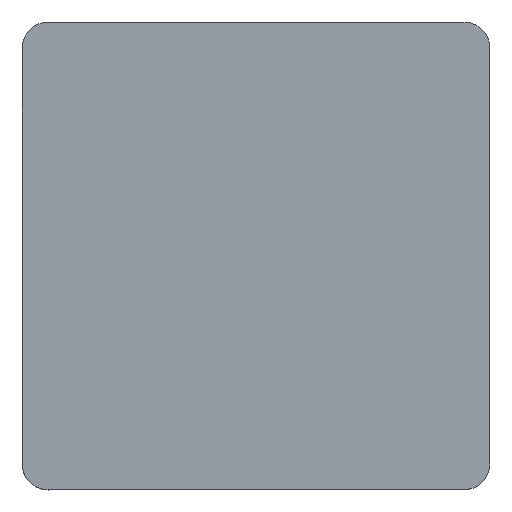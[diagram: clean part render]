
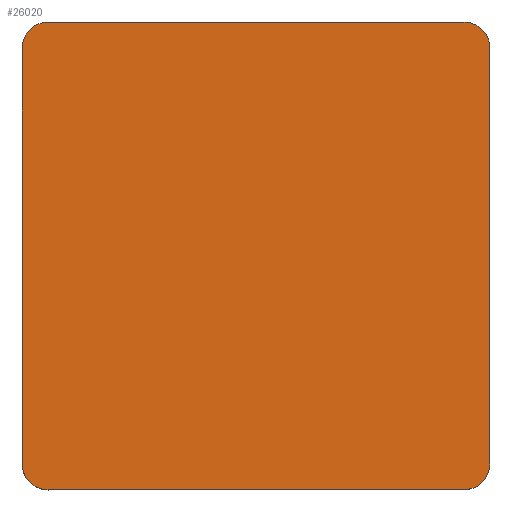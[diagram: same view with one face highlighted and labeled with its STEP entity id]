
A CAD part, top view. The second image highlights one B-rep face of the part: STEP entity #26020.
In plain terms, the highlighted planar face has unit normal (0, 0, 1).
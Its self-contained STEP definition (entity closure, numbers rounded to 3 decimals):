
#235 = AXIS2_PLACEMENT_3D ( 'NONE', #4834, #22921, #17843 ) ;
#1472 = DIRECTION ( 'NONE',  ( 0., 0., 1. ) ) ;
#2146 = DIRECTION ( 'NONE',  ( 1., 0., 0. ) ) ;
#2405 = VERTEX_POINT ( 'NONE', #32476 ) ;
#2444 = VERTEX_POINT ( 'NONE', #10890 ) ;
#3203 = CIRCLE ( 'NONE', #14280, 5.5 ) ;
#3822 = VECTOR ( 'NONE', #6283, 1000. ) ;
#3912 = ORIENTED_EDGE ( 'NONE', *, *, #23309, .T. ) ;
#4396 = DIRECTION ( 'NONE',  ( 1., 0., 0. ) ) ;
#4834 = CARTESIAN_POINT ( 'NONE',  ( 94.5, -94.5, 15. ) ) ;
#5136 = EDGE_CURVE ( 'NONE', #29050, #23158, #5741, .T. ) ;
#5279 = CARTESIAN_POINT ( 'NONE',  ( 94.5, -100., 15. ) ) ;
#5741 = CIRCLE ( 'NONE', #24681, 5.5 ) ;
#5948 = LINE ( 'NONE', #6114, #3822 ) ;
#5980 = VECTOR ( 'NONE', #20723, 1000. ) ;
#6114 = CARTESIAN_POINT ( 'NONE',  ( 100., 0., 15. ) ) ;
#6283 = DIRECTION ( 'NONE',  ( 0., 1., 0. ) ) ;
#7367 = CARTESIAN_POINT ( 'NONE',  ( 94.5, -5.5, 15. ) ) ;
#7553 = VERTEX_POINT ( 'NONE', #15999 ) ;
#8437 = VERTEX_POINT ( 'NONE', #9142 ) ;
#8698 = ORIENTED_EDGE ( 'NONE', *, *, #13306, .T. ) ;
#9142 = CARTESIAN_POINT ( 'NONE',  ( 100., -94.5, 15. ) ) ;
#9170 = DIRECTION ( 'NONE',  ( 0., 0., 1. ) ) ;
#9196 = ORIENTED_EDGE ( 'NONE', *, *, #21780, .T. ) ;
#9500 = CARTESIAN_POINT ( 'NONE',  ( 0., 0., 15. ) ) ;
#9654 = FACE_OUTER_BOUND ( 'NONE', #23830, .T. ) ;
#9836 = DIRECTION ( 'NONE',  ( 0., 0., 1. ) ) ;
#10890 = CARTESIAN_POINT ( 'NONE',  ( 94.5, 0., 15. ) ) ;
#11633 = VECTOR ( 'NONE', #19298, 1000. ) ;
#12643 = VERTEX_POINT ( 'NONE', #5279 ) ;
#12922 = CIRCLE ( 'NONE', #235, 5.5 ) ;
#13047 = VECTOR ( 'NONE', #28947, 1000. ) ;
#13306 = EDGE_CURVE ( 'NONE', #2444, #7553, #16606, .T. ) ;
#14280 = AXIS2_PLACEMENT_3D ( 'NONE', #16994, #14685, #2146 ) ;
#14685 = DIRECTION ( 'NONE',  ( 0., 0., 1. ) ) ;
#15999 = CARTESIAN_POINT ( 'NONE',  ( 5.5, 0., 15. ) ) ;
#16226 = AXIS2_PLACEMENT_3D ( 'NONE', #21690, #9170, #4396 ) ;
#16354 = ORIENTED_EDGE ( 'NONE', *, *, #32124, .T. ) ;
#16490 = EDGE_CURVE ( 'NONE', #8437, #26972, #5948, .T. ) ;
#16606 = LINE ( 'NONE', #9500, #13047 ) ;
#16994 = CARTESIAN_POINT ( 'NONE',  ( 5.5, -5.5, 15. ) ) ;
#17656 = EDGE_CURVE ( 'NONE', #2405, #29050, #21907, .T. ) ;
#17843 = DIRECTION ( 'NONE',  ( 1., 0., 0. ) ) ;
#18076 = CIRCLE ( 'NONE', #19136, 5.5 ) ;
#19136 = AXIS2_PLACEMENT_3D ( 'NONE', #7367, #9836, #19890 ) ;
#19298 = DIRECTION ( 'NONE',  ( 1., 0., 0. ) ) ;
#19890 = DIRECTION ( 'NONE',  ( 1., 0., 0. ) ) ;
#20723 = DIRECTION ( 'NONE',  ( 0., -1., 0. ) ) ;
#21202 = CARTESIAN_POINT ( 'NONE',  ( 100., -5.5, 15. ) ) ;
#21566 = DIRECTION ( 'NONE',  ( 1., 0., 0. ) ) ;
#21690 = CARTESIAN_POINT ( 'NONE',  ( 0., 0., 15. ) ) ;
#21780 = EDGE_CURVE ( 'NONE', #7553, #2405, #3203, .T. ) ;
#21907 = LINE ( 'NONE', #22869, #5980 ) ;
#21920 = CARTESIAN_POINT ( 'NONE',  ( 0., -100., 15. ) ) ;
#22869 = CARTESIAN_POINT ( 'NONE',  ( 0., 0., 15. ) ) ;
#22921 = DIRECTION ( 'NONE',  ( 0., 0., 1. ) ) ;
#23158 = VERTEX_POINT ( 'NONE', #28530 ) ;
#23309 = EDGE_CURVE ( 'NONE', #23158, #12643, #29987, .T. ) ;
#23830 = EDGE_LOOP ( 'NONE', ( #3912, #16354, #31428, #30366, #8698, #9196, #26988, #30765 ) ) ;
#24681 = AXIS2_PLACEMENT_3D ( 'NONE', #26510, #1472, #21566 ) ;
#26020 = ADVANCED_FACE ( 'NONE', ( #9654 ), #32067, .T. ) ;
#26510 = CARTESIAN_POINT ( 'NONE',  ( 5.5, -94.5, 15. ) ) ;
#26972 = VERTEX_POINT ( 'NONE', #21202 ) ;
#26988 = ORIENTED_EDGE ( 'NONE', *, *, #17656, .T. ) ;
#28530 = CARTESIAN_POINT ( 'NONE',  ( 5.5, -100., 15. ) ) ;
#28947 = DIRECTION ( 'NONE',  ( -1., 0., 0. ) ) ;
#29050 = VERTEX_POINT ( 'NONE', #31265 ) ;
#29987 = LINE ( 'NONE', #21920, #11633 ) ;
#30233 = EDGE_CURVE ( 'NONE', #26972, #2444, #18076, .T. ) ;
#30366 = ORIENTED_EDGE ( 'NONE', *, *, #30233, .T. ) ;
#30765 = ORIENTED_EDGE ( 'NONE', *, *, #5136, .T. ) ;
#31265 = CARTESIAN_POINT ( 'NONE',  ( 0., -94.5, 15. ) ) ;
#31428 = ORIENTED_EDGE ( 'NONE', *, *, #16490, .T. ) ;
#32067 = PLANE ( 'NONE',  #16226 ) ;
#32124 = EDGE_CURVE ( 'NONE', #12643, #8437, #12922, .T. ) ;
#32476 = CARTESIAN_POINT ( 'NONE',  ( 0., -5.5, 15. ) ) ;
